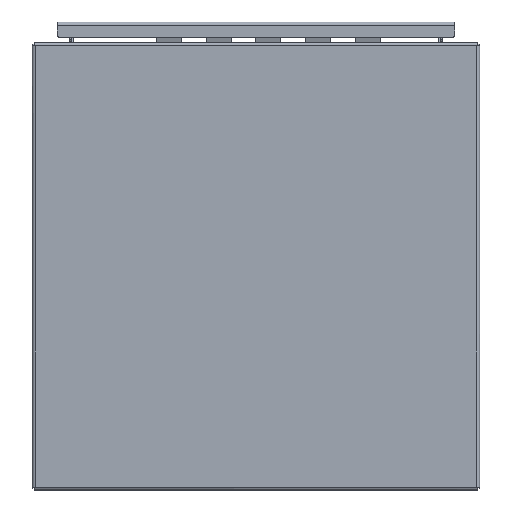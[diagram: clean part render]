
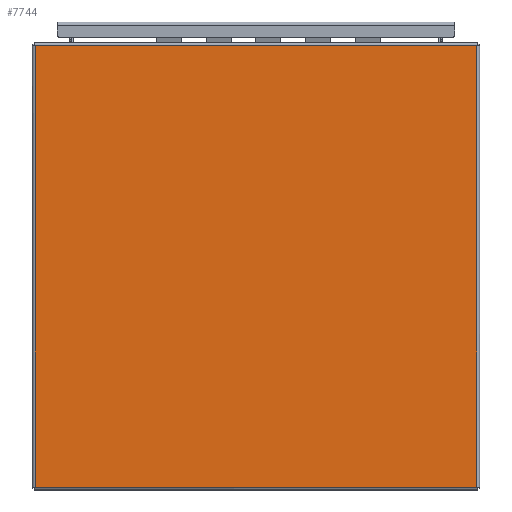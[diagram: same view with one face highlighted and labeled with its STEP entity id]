
A CAD part, top view. The second image highlights one B-rep face of the part: STEP entity #7744.
In plain terms, the highlighted planar face has unit normal (0, 0, 1).
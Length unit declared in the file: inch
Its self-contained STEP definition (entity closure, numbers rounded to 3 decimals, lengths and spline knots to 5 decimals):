
#229 = FACE_OUTER_BOUND ( 'NONE', #1537, .T. ) ;
#879 = ORIENTED_EDGE ( 'NONE', *, *, #7251, .F. ) ;
#913 = ORIENTED_EDGE ( 'NONE', *, *, #9234, .F. ) ;
#1043 = CARTESIAN_POINT ( 'NONE',  ( -9., -9., 0. ) ) ;
#1229 = CARTESIAN_POINT ( 'NONE',  ( 8.892, 8.892, 0. ) ) ;
#1537 = EDGE_LOOP ( 'NONE', ( #7743, #913, #7938, #879 ) ) ;
#2107 = LINE ( 'NONE', #5697, #5099 ) ;
#2769 = VERTEX_POINT ( 'NONE', #3014 ) ;
#2916 = DIRECTION ( 'NONE',  ( 0., 1., 0. ) ) ;
#2933 = DIRECTION ( 'NONE',  ( -1., 0., 0. ) ) ;
#3014 = CARTESIAN_POINT ( 'NONE',  ( 8.892, -8.892, 0. ) ) ;
#3129 = CARTESIAN_POINT ( 'NONE',  ( -8.892, 8.892, 0. ) ) ;
#3694 = DIRECTION ( 'NONE',  ( 0., 0., 1. ) ) ;
#4178 = VECTOR ( 'NONE', #2916, 39.37008 ) ;
#4633 = AXIS2_PLACEMENT_3D ( 'NONE', #1043, #3694, #7388 ) ;
#4826 = LINE ( 'NONE', #1229, #9220 ) ;
#5099 = VECTOR ( 'NONE', #2933, 39.37008 ) ;
#5290 = LINE ( 'NONE', #8036, #7077 ) ;
#5367 = VERTEX_POINT ( 'NONE', #8302 ) ;
#5521 = PLANE ( 'NONE',  #4633 ) ;
#5697 = CARTESIAN_POINT ( 'NONE',  ( -8.892, -8.892, 0. ) ) ;
#7077 = VECTOR ( 'NONE', #7161, 39.37008 ) ;
#7161 = DIRECTION ( 'NONE',  ( 0., -1., 0. ) ) ;
#7251 = EDGE_CURVE ( 'NONE', #10746, #2769, #5290, .T. ) ;
#7377 = CARTESIAN_POINT ( 'NONE',  ( -8.892, 8.892, 0. ) ) ;
#7388 = DIRECTION ( 'NONE',  ( 1., 0., 0. ) ) ;
#7743 = ORIENTED_EDGE ( 'NONE', *, *, #11079, .F. ) ;
#7744 = ADVANCED_FACE ( 'NONE', ( #229 ), #5521, .T. ) ;
#7938 = ORIENTED_EDGE ( 'NONE', *, *, #10038, .F. ) ;
#8036 = CARTESIAN_POINT ( 'NONE',  ( 8.892, -8.892, 0. ) ) ;
#8061 = CARTESIAN_POINT ( 'NONE',  ( 8.892, 8.892, 0. ) ) ;
#8302 = CARTESIAN_POINT ( 'NONE',  ( -8.892, -8.892, 0. ) ) ;
#9220 = VECTOR ( 'NONE', #11106, 39.37008 ) ;
#9234 = EDGE_CURVE ( 'NONE', #5367, #11238, #10959, .T. ) ;
#10038 = EDGE_CURVE ( 'NONE', #2769, #5367, #2107, .T. ) ;
#10746 = VERTEX_POINT ( 'NONE', #8061 ) ;
#10959 = LINE ( 'NONE', #7377, #4178 ) ;
#11079 = EDGE_CURVE ( 'NONE', #11238, #10746, #4826, .T. ) ;
#11106 = DIRECTION ( 'NONE',  ( 1., 0., 0. ) ) ;
#11238 = VERTEX_POINT ( 'NONE', #3129 ) ;
